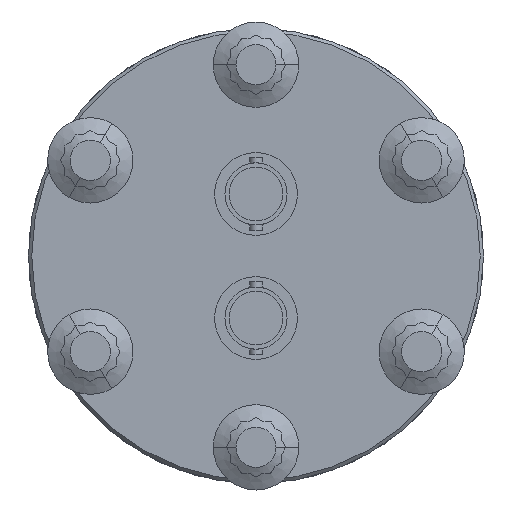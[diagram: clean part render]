
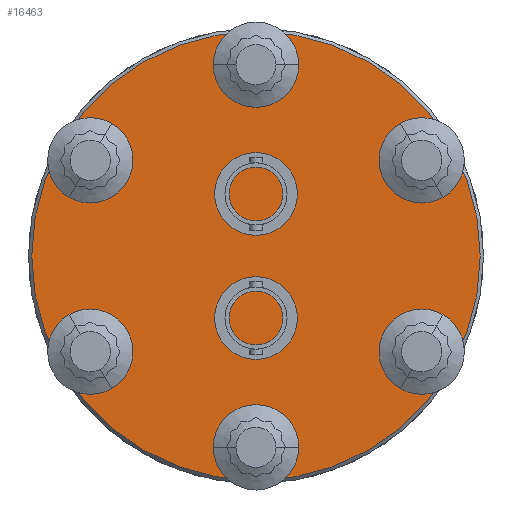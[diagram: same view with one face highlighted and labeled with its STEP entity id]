
A CAD part, front view. The second image highlights one B-rep face of the part: STEP entity #16463.
In plain terms, the highlighted planar face has unit normal (0, -1, 0).
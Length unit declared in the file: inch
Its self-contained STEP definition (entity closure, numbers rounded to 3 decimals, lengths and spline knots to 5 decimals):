
#609 = AXIS2_PLACEMENT_3D ( 'NONE', #49551, #1922, #38599 ) ;
#1922 = DIRECTION ( 'NONE',  ( 0., -1., 0. ) ) ;
#4643 = CARTESIAN_POINT ( 'NONE',  ( 0., 0., 0. ) ) ;
#5916 = PLANE ( 'NONE',  #56655 ) ;
#8285 = CIRCLE ( 'NONE', #609, 1.355 ) ;
#10865 = VERTEX_POINT ( 'NONE', #49051 ) ;
#11159 = CIRCLE ( 'NONE', #26473, 1.355 ) ;
#16463 = ADVANCED_FACE ( 'NONE', ( #31610 ), #5916, .T. ) ;
#16637 = EDGE_LOOP ( 'NONE', ( #28370, #64680 ) ) ;
#26473 = AXIS2_PLACEMENT_3D ( 'NONE', #4643, #52964, #62885 ) ;
#27140 = EDGE_CURVE ( 'NONE', #45617, #10865, #11159, .T. ) ;
#28370 = ORIENTED_EDGE ( 'NONE', *, *, #27140, .T. ) ;
#31017 = EDGE_CURVE ( 'NONE', #10865, #45617, #8285, .T. ) ;
#31610 = FACE_OUTER_BOUND ( 'NONE', #16637, .T. ) ;
#34636 = CARTESIAN_POINT ( 'NONE',  ( 0., 0., 1.355 ) ) ;
#36088 = DIRECTION ( 'NONE',  ( 0., 0., -1. ) ) ;
#38599 = DIRECTION ( 'NONE',  ( 0., 0., -1. ) ) ;
#45617 = VERTEX_POINT ( 'NONE', #34636 ) ;
#49051 = CARTESIAN_POINT ( 'NONE',  ( 0., 0., -1.355 ) ) ;
#49551 = CARTESIAN_POINT ( 'NONE',  ( 0., 0., 0. ) ) ;
#52964 = DIRECTION ( 'NONE',  ( 0., -1., 0. ) ) ;
#56655 = AXIS2_PLACEMENT_3D ( 'NONE', #67584, #57322, #36088 ) ;
#57322 = DIRECTION ( 'NONE',  ( 0., -1., 0. ) ) ;
#62885 = DIRECTION ( 'NONE',  ( 0., 0., -1. ) ) ;
#64680 = ORIENTED_EDGE ( 'NONE', *, *, #31017, .T. ) ;
#67584 = CARTESIAN_POINT ( 'NONE',  ( 0., 0., 0. ) ) ;
